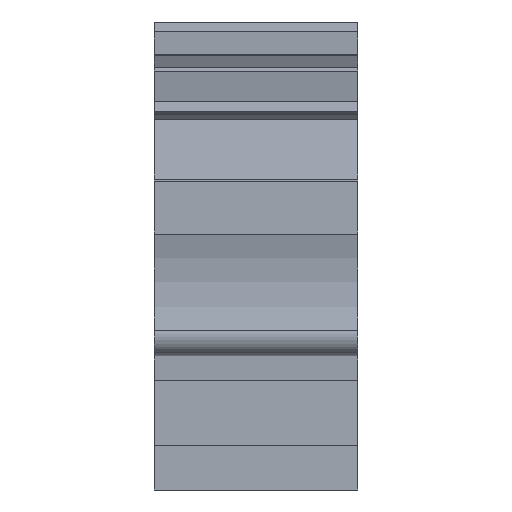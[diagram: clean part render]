
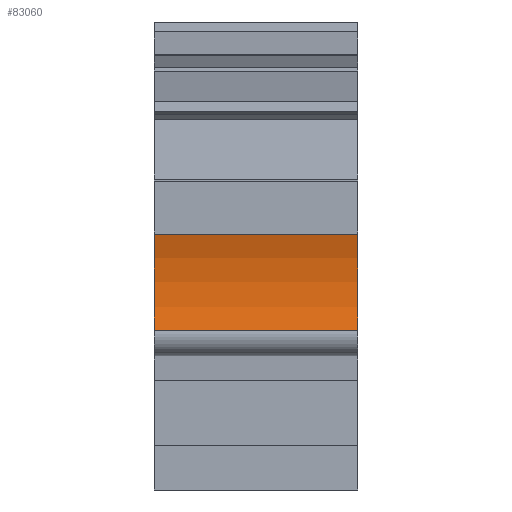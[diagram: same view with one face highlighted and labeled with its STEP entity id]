
A CAD part, front view. The second image highlights one B-rep face of the part: STEP entity #83060.
In plain terms, the highlighted cylindrical face has radius 15 mm (diameter 30 mm), a partial arc.
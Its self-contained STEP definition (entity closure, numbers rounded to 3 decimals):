
#780=CARTESIAN_POINT('',(73.395,-14.9,
12.124));
#790=VERTEX_POINT('',#780);
#820=CARTESIAN_POINT('',(87.704,-19.4,
12.124));
#830=DIRECTION('',(0.,0.,-1.));
#840=DIRECTION('',(-1.,0.,0.));
#850=AXIS2_PLACEMENT_3D('',#820,#830,#840);
#860=CIRCLE('',#850,15.);
#870=CARTESIAN_POINT('',(73.316,-23.641,
12.124));
#880=VERTEX_POINT('',#870);
#890=EDGE_CURVE('',#880,#790,#860,.T.);
#82390=CARTESIAN_POINT('',(73.316,-23.641,
12.124));
#82400=DIRECTION('',(0.,0.,-1.));
#82410=VECTOR('',#82400,1.);
#82420=LINE('',#82390,#82410);
#82430=CARTESIAN_POINT('',(73.316,-23.641,
-6.326));
#82440=VERTEX_POINT('',#82430);
#82450=EDGE_CURVE('',#880,#82440,#82420,.T.);
#82760=CARTESIAN_POINT('',(73.395,-14.9,
-6.326));
#82770=VERTEX_POINT('',#82760);
#82800=CARTESIAN_POINT('',(73.395,-14.9,
12.124));
#82810=DIRECTION('',(0.,0.,-1.));
#82820=VECTOR('',#82810,1.);
#82830=LINE('',#82800,#82820);
#82840=EDGE_CURVE('',#790,#82770,#82830,.T.);
#82890=CARTESIAN_POINT('',(87.704,-19.4,
12.124));
#82900=DIRECTION('',(0.,0.,-1.));
#82910=DIRECTION('',(-1.,0.,0.));
#82920=AXIS2_PLACEMENT_3D('',#82890,#82900,#82910);
#82930=CYLINDRICAL_SURFACE('',#82920,15.);
#82940=ORIENTED_EDGE('',*,*,#82450,.T.);
#82950=ORIENTED_EDGE('',*,*,#890,.F.);
#82960=ORIENTED_EDGE('',*,*,#82840,.F.);
#82970=CARTESIAN_POINT('',(87.704,-19.4,
-6.326));
#82980=DIRECTION('',(0.,0.,1.));
#82990=DIRECTION('',(-1.,0.,0.));
#83000=AXIS2_PLACEMENT_3D('',#82970,#82980,#82990);
#83010=CIRCLE('',#83000,15.);
#83020=EDGE_CURVE('',#82770,#82440,#83010,.T.);
#83030=ORIENTED_EDGE('',*,*,#83020,.F.);
#83040=EDGE_LOOP('',(#83030,#82960,#82950,#82940));
#83050=FACE_OUTER_BOUND('',#83040,.T.);
#83060=ADVANCED_FACE('',(#83050),#82930,.F.);
